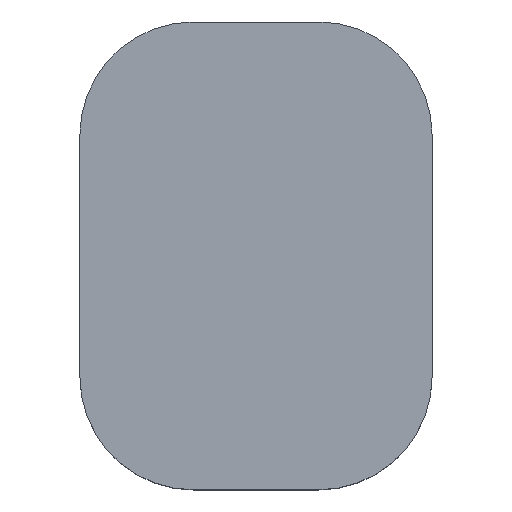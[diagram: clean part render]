
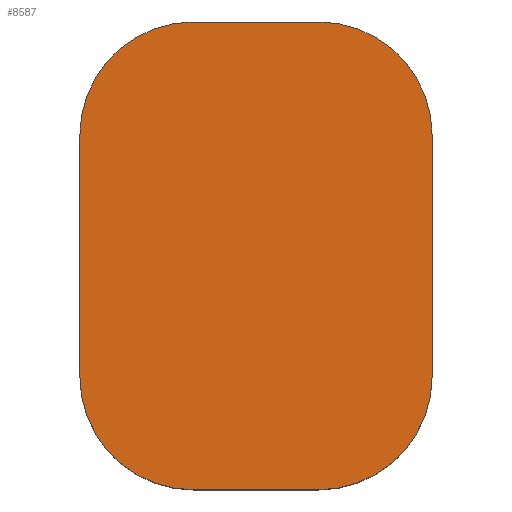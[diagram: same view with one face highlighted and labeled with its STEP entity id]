
A CAD part, top view. The second image highlights one B-rep face of the part: STEP entity #8587.
In plain terms, the highlighted planar face has unit normal (0, 0, 1).
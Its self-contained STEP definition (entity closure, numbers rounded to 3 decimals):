
#13 = CARTESIAN_POINT ( 'NONE',  ( -21.37, -3.083, 2.7 ) ) ;
#79 = EDGE_CURVE ( 'NONE', #444, #8751, #1991, .T. ) ;
#113 = CARTESIAN_POINT ( 'NONE',  ( -19.149, -7.344, 2.7 ) ) ;
#207 = ORIENTED_EDGE ( 'NONE', *, *, #4784, .T. ) ;
#339 = LINE ( 'NONE', #10757, #5621 ) ;
#342 = CARTESIAN_POINT ( 'NONE',  ( -19.149, -1.083, 2.7 ) ) ;
#444 = VERTEX_POINT ( 'NONE', #10745 ) ;
#888 = PLANE ( 'NONE',  #8728 ) ;
#916 = VERTEX_POINT ( 'NONE', #6484 ) ;
#1250 = AXIS2_PLACEMENT_3D ( 'NONE', #5676, #6521, #10005 ) ;
#1301 = DIRECTION ( 'NONE',  ( 0., -1., 0. ) ) ;
#1386 = ORIENTED_EDGE ( 'NONE', *, *, #8003, .T. ) ;
#1439 = CIRCLE ( 'NONE', #2901, 2. ) ;
#1991 = LINE ( 'NONE', #342, #3367 ) ;
#2149 = CIRCLE ( 'NONE', #4159, 2. ) ;
#2169 = LINE ( 'NONE', #8193, #4383 ) ;
#2420 = AXIS2_PLACEMENT_3D ( 'NONE', #13, #4270, #6086 ) ;
#2814 = DIRECTION ( 'NONE',  ( 1., 0., 0. ) ) ;
#2901 = AXIS2_PLACEMENT_3D ( 'NONE', #9679, #4328, #9623 ) ;
#3060 = CARTESIAN_POINT ( 'NONE',  ( -23.37, -3.083, 2.7 ) ) ;
#3097 = ORIENTED_EDGE ( 'NONE', *, *, #7715, .T. ) ;
#3367 = VECTOR ( 'NONE', #3919, 1000. ) ;
#3706 = ORIENTED_EDGE ( 'NONE', *, *, #8737, .T. ) ;
#3759 = CARTESIAN_POINT ( 'NONE',  ( -17.149, -7.344, 2.7 ) ) ;
#3824 = CARTESIAN_POINT ( 'NONE',  ( -21.37, -1.083, 2.7 ) ) ;
#3919 = DIRECTION ( 'NONE',  ( -1., 0., 0. ) ) ;
#4015 = VERTEX_POINT ( 'NONE', #5837 ) ;
#4075 = ORIENTED_EDGE ( 'NONE', *, *, #7824, .T. ) ;
#4159 = AXIS2_PLACEMENT_3D ( 'NONE', #113, #4527, #7143 ) ;
#4270 = DIRECTION ( 'NONE',  ( 0., 0., 1. ) ) ;
#4328 = DIRECTION ( 'NONE',  ( 0., 0., 1. ) ) ;
#4383 = VECTOR ( 'NONE', #2814, 1000. ) ;
#4527 = DIRECTION ( 'NONE',  ( 0., 0., 1. ) ) ;
#4784 = EDGE_CURVE ( 'NONE', #8751, #8000, #9516, .T. ) ;
#4863 = ORIENTED_EDGE ( 'NONE', *, *, #6504, .T. ) ;
#4871 = CIRCLE ( 'NONE', #1250, 2. ) ;
#5010 = EDGE_CURVE ( 'NONE', #7477, #10178, #6414, .T. ) ;
#5203 = CARTESIAN_POINT ( 'NONE',  ( 0., 0., 2.7 ) ) ;
#5440 = ORIENTED_EDGE ( 'NONE', *, *, #5010, .T. ) ;
#5621 = VECTOR ( 'NONE', #1301, 1000. ) ;
#5676 = CARTESIAN_POINT ( 'NONE',  ( -21.37, -7.344, 2.7 ) ) ;
#5837 = CARTESIAN_POINT ( 'NONE',  ( -19.149, -9.344, 2.7 ) ) ;
#6086 = DIRECTION ( 'NONE',  ( 1., 0., 0. ) ) ;
#6246 = VECTOR ( 'NONE', #10808, 1000. ) ;
#6414 = LINE ( 'NONE', #9026, #6246 ) ;
#6484 = CARTESIAN_POINT ( 'NONE',  ( -21.37, -9.344, 2.7 ) ) ;
#6504 = EDGE_CURVE ( 'NONE', #4015, #7477, #2149, .T. ) ;
#6521 = DIRECTION ( 'NONE',  ( 0., 0., 1. ) ) ;
#6975 = VERTEX_POINT ( 'NONE', #8729 ) ;
#7010 = CARTESIAN_POINT ( 'NONE',  ( -17.149, -3.083, 2.7 ) ) ;
#7143 = DIRECTION ( 'NONE',  ( -1., 0., 0. ) ) ;
#7259 = EDGE_LOOP ( 'NONE', ( #4075, #1386, #3706, #4863, #5440, #3097, #11060, #207 ) ) ;
#7477 = VERTEX_POINT ( 'NONE', #3759 ) ;
#7715 = EDGE_CURVE ( 'NONE', #10178, #444, #1439, .T. ) ;
#7824 = EDGE_CURVE ( 'NONE', #8000, #6975, #339, .T. ) ;
#7927 = DIRECTION ( 'NONE',  ( 1., 0., 0. ) ) ;
#8000 = VERTEX_POINT ( 'NONE', #3060 ) ;
#8003 = EDGE_CURVE ( 'NONE', #6975, #916, #4871, .T. ) ;
#8193 = CARTESIAN_POINT ( 'NONE',  ( -19.149, -9.344, 2.7 ) ) ;
#8587 = ADVANCED_FACE ( 'NONE', ( #10395 ), #888, .T. ) ;
#8728 = AXIS2_PLACEMENT_3D ( 'NONE', #5203, #8783, #7927 ) ;
#8729 = CARTESIAN_POINT ( 'NONE',  ( -23.37, -7.344, 2.7 ) ) ;
#8737 = EDGE_CURVE ( 'NONE', #916, #4015, #2169, .T. ) ;
#8751 = VERTEX_POINT ( 'NONE', #3824 ) ;
#8783 = DIRECTION ( 'NONE',  ( 0., 0., 1. ) ) ;
#9026 = CARTESIAN_POINT ( 'NONE',  ( -17.149, -7.344, 2.7 ) ) ;
#9516 = CIRCLE ( 'NONE', #2420, 2. ) ;
#9623 = DIRECTION ( 'NONE',  ( 1., 0., 0. ) ) ;
#9679 = CARTESIAN_POINT ( 'NONE',  ( -19.149, -3.083, 2.7 ) ) ;
#10005 = DIRECTION ( 'NONE',  ( -1., 0., 0. ) ) ;
#10178 = VERTEX_POINT ( 'NONE', #7010 ) ;
#10395 = FACE_OUTER_BOUND ( 'NONE', #7259, .T. ) ;
#10745 = CARTESIAN_POINT ( 'NONE',  ( -19.149, -1.083, 2.7 ) ) ;
#10757 = CARTESIAN_POINT ( 'NONE',  ( -23.37, -7.344, 2.7 ) ) ;
#10808 = DIRECTION ( 'NONE',  ( 0., 1., 0. ) ) ;
#11060 = ORIENTED_EDGE ( 'NONE', *, *, #79, .T. ) ;
